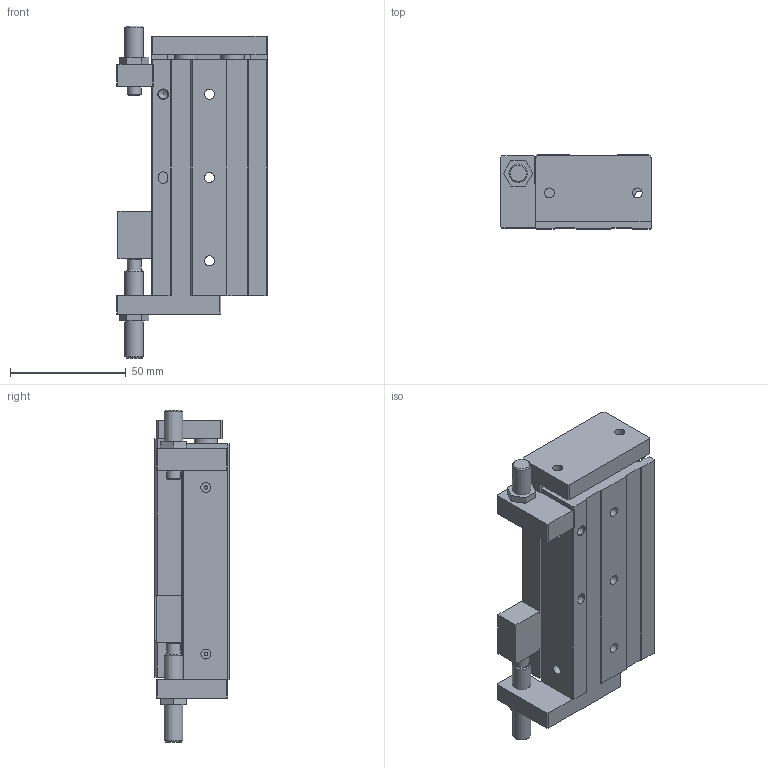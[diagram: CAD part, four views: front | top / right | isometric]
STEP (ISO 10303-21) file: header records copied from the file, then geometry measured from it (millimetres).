
FILE_DESCRIPTION(/* description */ (''),/* implementation_level */ '2;1');
FILE_NAME(/* name */ 'MSR 12-50-L.stp',/* time_stamp */ '2019-10-14T14:18:37+02:00',/* author */ ('Tecnico'),/* organization */ (''),/* preprocessor_version */ 'ST-DEVELOPER v17',/* originating_system */ 'Autodesk Inventor 2019',/* authorisation */ '');
FILE_SCHEMA (('AUTOMOTIVE_DESIGN { 1 0 10303 214 3 1 1 }'));
Length unit declared in the file: millimetre
Products named in the file (3): MSR 12-50; Slitta; Corpo
Assembly tree (2 placements, depth 2):
  MSR 12-50
    Slitta
    Corpo
Bounding box: 65 x 32 x 143.5 mm (x, y, z)
Volume: 175819.7 mm3; surface area: 53198.3 mm2
Topology: 2 solids, 2 shells, 219 faces, 600 edges, 408 vertices
Faces by surface type: plane 173, cylinder 37, cone 9
Full cylindrical faces by diameter (mm): 1.5 x2, 3.3 x4, 4 x2, 4.3 x7, 6 x2, 8 x4, 8.5 x6, 10 x4
Entity records: 7130 total; most frequent: CARTESIAN_POINT 1265, ORIENTED_EDGE 1196, DIRECTION 1188, EDGE_CURVE 598, LINE 452, VECTOR 452, VERTEX_POINT 408, AXIS2_PLACEMENT_3D 368
